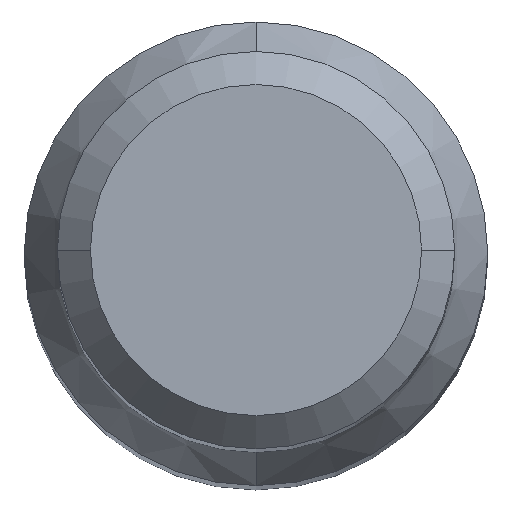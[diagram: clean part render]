
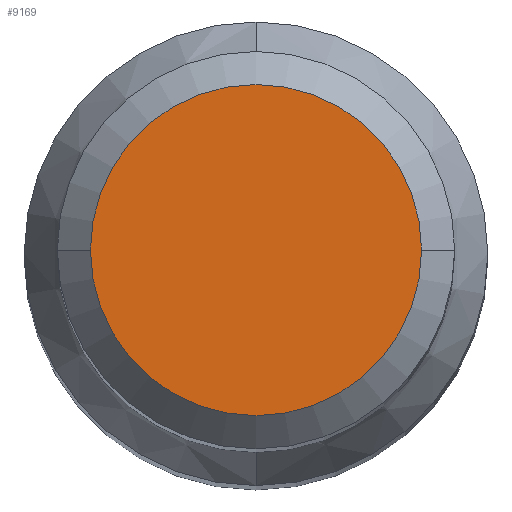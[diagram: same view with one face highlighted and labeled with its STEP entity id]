
A CAD part, top view. The second image highlights one B-rep face of the part: STEP entity #9169.
In plain terms, the highlighted planar face has unit normal (0, 0, 1).
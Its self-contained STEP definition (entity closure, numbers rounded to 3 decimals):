
#730 = DIRECTION ( 'NONE',  ( 0., 0., 1. ) ) ;
#1100 = CARTESIAN_POINT ( 'NONE',  ( -2.5, 0., 70. ) ) ;
#1412 = ORIENTED_EDGE ( 'NONE', *, *, #5540, .T. ) ;
#1994 = DIRECTION ( 'NONE',  ( 0., 0., 1. ) ) ;
#2217 = DIRECTION ( 'NONE',  ( 1., 0., 0. ) ) ;
#2637 = EDGE_CURVE ( 'NONE', #9893, #4615, #6544, .T. ) ;
#2833 = CARTESIAN_POINT ( 'NONE',  ( 0., 0., 70. ) ) ;
#3703 = CARTESIAN_POINT ( 'NONE',  ( 0., 0., 70. ) ) ;
#4383 = ORIENTED_EDGE ( 'NONE', *, *, #2637, .T. ) ;
#4615 = VERTEX_POINT ( 'NONE', #5759 ) ;
#5540 = EDGE_CURVE ( 'NONE', #4615, #9893, #11109, .T. ) ;
#5759 = CARTESIAN_POINT ( 'NONE',  ( 2.5, 0., 70. ) ) ;
#6054 = AXIS2_PLACEMENT_3D ( 'NONE', #2833, #1994, #9684 ) ;
#6544 = CIRCLE ( 'NONE', #12035, 2.5 ) ;
#6672 = AXIS2_PLACEMENT_3D ( 'NONE', #7957, #8003, #2217 ) ;
#7543 = DIRECTION ( 'NONE',  ( 1., 0., 0. ) ) ;
#7603 = PLANE ( 'NONE',  #6054 ) ;
#7957 = CARTESIAN_POINT ( 'NONE',  ( 0., 0., 70. ) ) ;
#8003 = DIRECTION ( 'NONE',  ( 0., 0., 1. ) ) ;
#8437 = EDGE_LOOP ( 'NONE', ( #4383, #1412 ) ) ;
#9169 = ADVANCED_FACE ( 'NONE', ( #12141 ), #7603, .T. ) ;
#9684 = DIRECTION ( 'NONE',  ( 1., 0., 0. ) ) ;
#9893 = VERTEX_POINT ( 'NONE', #1100 ) ;
#11109 = CIRCLE ( 'NONE', #6672, 2.5 ) ;
#12035 = AXIS2_PLACEMENT_3D ( 'NONE', #3703, #730, #7543 ) ;
#12141 = FACE_OUTER_BOUND ( 'NONE', #8437, .T. ) ;
